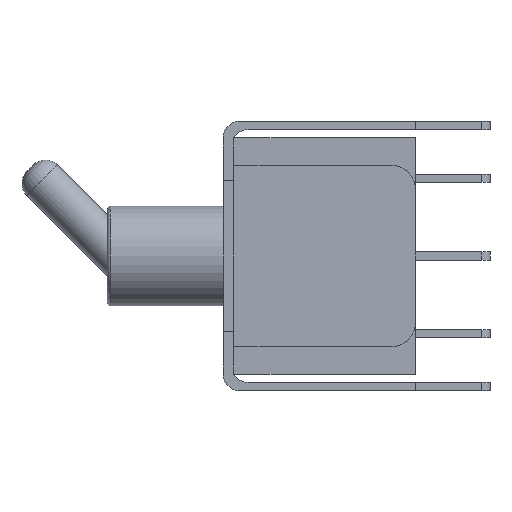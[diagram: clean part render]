
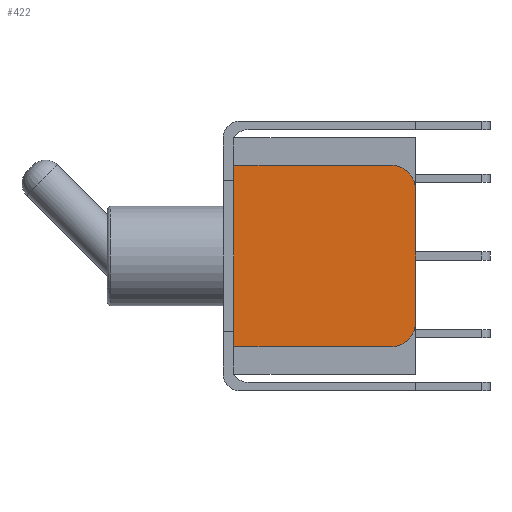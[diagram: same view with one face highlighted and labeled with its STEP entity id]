
A CAD part, left-side view. The second image highlights one B-rep face of the part: STEP entity #422.
In plain terms, the highlighted planar face has unit normal (-1, 0, 0).
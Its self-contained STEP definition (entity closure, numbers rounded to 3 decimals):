
#12 = EDGE_CURVE ( 'NONE', #321, #960, #3470, .T. ) ;
#66 = CARTESIAN_POINT ( 'NONE',  ( -3.3, -11.65, -4. ) ) ;
#321 = VERTEX_POINT ( 'NONE', #2287 ) ;
#333 = ORIENTED_EDGE ( 'NONE', *, *, #1325, .T. ) ;
#422 = ADVANCED_FACE ( 'NONE', ( #2074 ), #2380, .T. ) ;
#635 = DIRECTION ( 'NONE',  ( 0., 0., 1. ) ) ;
#647 = DIRECTION ( 'NONE',  ( 0., 0., 1. ) ) ;
#780 = VERTEX_POINT ( 'NONE', #3466 ) ;
#817 = CARTESIAN_POINT ( 'NONE',  ( -3.3, -11.65, 4. ) ) ;
#823 = VERTEX_POINT ( 'NONE', #2530 ) ;
#938 = CARTESIAN_POINT ( 'NONE',  ( -3.3, -10.15, -4. ) ) ;
#948 = CARTESIAN_POINT ( 'NONE',  ( -3.3, -10.15, 4. ) ) ;
#960 = VERTEX_POINT ( 'NONE', #1433 ) ;
#1098 = CARTESIAN_POINT ( 'NONE',  ( -3.3, -10.15, -4. ) ) ;
#1108 = VECTOR ( 'NONE', #2291, 1000. ) ;
#1175 = DIRECTION ( 'NONE',  ( -1., 0., 0. ) ) ;
#1263 = LINE ( 'NONE', #1544, #1108 ) ;
#1325 = EDGE_CURVE ( 'NONE', #823, #780, #1856, .T. ) ;
#1401 = VECTOR ( 'NONE', #2706, 1000. ) ;
#1413 = ORIENTED_EDGE ( 'NONE', *, *, #3241, .T. ) ;
#1419 = ORIENTED_EDGE ( 'NONE', *, *, #12, .T. ) ;
#1433 = CARTESIAN_POINT ( 'NONE',  ( -3.3, -0.65, 5.5 ) ) ;
#1544 = CARTESIAN_POINT ( 'NONE',  ( -3.3, -0.65, -5.5 ) ) ;
#1588 = VERTEX_POINT ( 'NONE', #817 ) ;
#1817 = CARTESIAN_POINT ( 'NONE',  ( -3.3, -11.65, -4. ) ) ;
#1834 = VECTOR ( 'NONE', #2005, 1000. ) ;
#1856 = LINE ( 'NONE', #2903, #1401 ) ;
#1901 = AXIS2_PLACEMENT_3D ( 'NONE', #948, #1175, #647 ) ;
#1905 = ORIENTED_EDGE ( 'NONE', *, *, #3443, .T. ) ;
#1986 = EDGE_CURVE ( 'NONE', #780, #2684, #2768, .T. ) ;
#2002 = EDGE_CURVE ( 'NONE', #2684, #1588, #3499, .T. ) ;
#2005 = DIRECTION ( 'NONE',  ( 0., 1., 0. ) ) ;
#2074 = FACE_OUTER_BOUND ( 'NONE', #2815, .T. ) ;
#2287 = CARTESIAN_POINT ( 'NONE',  ( -3.3, -10.15, 5.5 ) ) ;
#2291 = DIRECTION ( 'NONE',  ( 0., 0., -1. ) ) ;
#2367 = AXIS2_PLACEMENT_3D ( 'NONE', #938, #3034, #3495 ) ;
#2380 = PLANE ( 'NONE',  #2626 ) ;
#2530 = CARTESIAN_POINT ( 'NONE',  ( -3.3, -0.65, -5.5 ) ) ;
#2599 = ORIENTED_EDGE ( 'NONE', *, *, #2002, .T. ) ;
#2626 = AXIS2_PLACEMENT_3D ( 'NONE', #1098, #2734, #635 ) ;
#2637 = VECTOR ( 'NONE', #2745, 1000. ) ;
#2684 = VERTEX_POINT ( 'NONE', #66 ) ;
#2706 = DIRECTION ( 'NONE',  ( 0., -1., 0. ) ) ;
#2734 = DIRECTION ( 'NONE',  ( -1., 0., 0. ) ) ;
#2745 = DIRECTION ( 'NONE',  ( 0., 0., 1. ) ) ;
#2768 = CIRCLE ( 'NONE', #2367, 1.5 ) ;
#2815 = EDGE_LOOP ( 'NONE', ( #1419, #1905, #333, #3041, #2599, #1413 ) ) ;
#2903 = CARTESIAN_POINT ( 'NONE',  ( -3.3, -10.15, -5.5 ) ) ;
#3034 = DIRECTION ( 'NONE',  ( -1., 0., 0. ) ) ;
#3041 = ORIENTED_EDGE ( 'NONE', *, *, #1986, .T. ) ;
#3241 = EDGE_CURVE ( 'NONE', #1588, #321, #3319, .T. ) ;
#3319 = CIRCLE ( 'NONE', #1901, 1.5 ) ;
#3398 = CARTESIAN_POINT ( 'NONE',  ( -3.3, -10.15, 5.5 ) ) ;
#3443 = EDGE_CURVE ( 'NONE', #960, #823, #1263, .T. ) ;
#3466 = CARTESIAN_POINT ( 'NONE',  ( -3.3, -10.15, -5.5 ) ) ;
#3470 = LINE ( 'NONE', #3398, #1834 ) ;
#3495 = DIRECTION ( 'NONE',  ( 0., 0., 1. ) ) ;
#3499 = LINE ( 'NONE', #1817, #2637 ) ;
